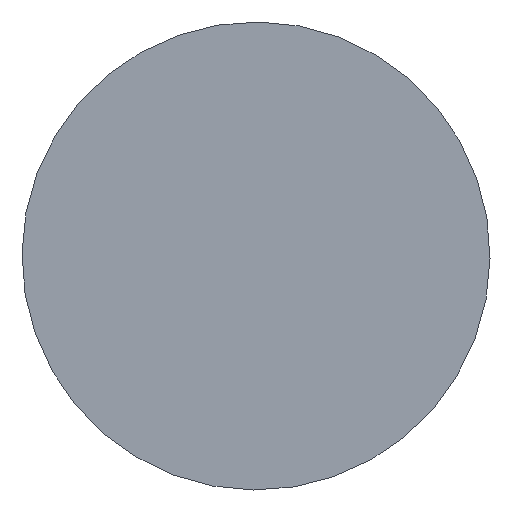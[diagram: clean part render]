
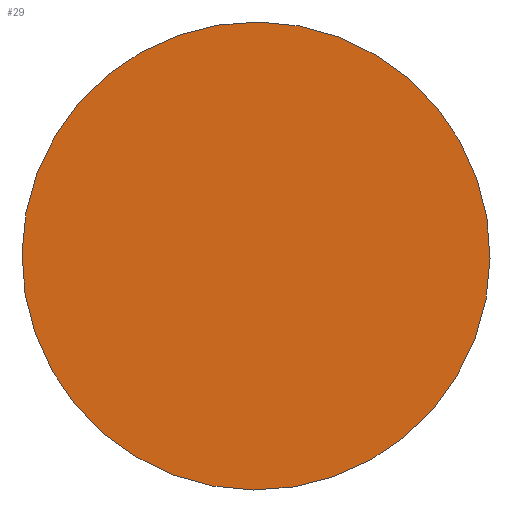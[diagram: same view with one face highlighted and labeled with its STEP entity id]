
A CAD part, front view. The second image highlights one B-rep face of the part: STEP entity #29.
In plain terms, the highlighted planar face has unit normal (0, -1, 0).
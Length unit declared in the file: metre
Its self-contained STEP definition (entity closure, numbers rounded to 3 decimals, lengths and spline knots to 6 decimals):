
#29 = ADVANCED_FACE( 'Face2', ( #53 ), #54, .T. );
#53 = FACE_OUTER_BOUND( '', #70, .T. );
#54 = PLANE( '', #71 );
#70 = EDGE_LOOP( '', ( #83 ) );
#71 = AXIS2_PLACEMENT_3D( '', #84, #85, #86 );
#83 = ORIENTED_EDGE( '', *, *, #96, .T. );
#84 = CARTESIAN_POINT( '', ( 2.306731, -0.19998, 2.285379 ) );
#85 = DIRECTION( '', ( 0., -1., 0. ) );
#86 = DIRECTION( '', ( 0.861, 0., -0.509 ) );
#96 = EDGE_CURVE( '', #102, #102, #103, .T. );
#102 = VERTEX_POINT( '', #109 );
#103 = CIRCLE( '', #110, 0.0396 );
#109 = CARTESIAN_POINT( '', ( 2.340816, -0.19998, 2.265221 ) );
#110 = AXIS2_PLACEMENT_3D( '', #115, #116, #117 );
#115 = CARTESIAN_POINT( '', ( 2.306731, -0.19998, 2.285379 ) );
#116 = DIRECTION( '', ( 0., -1., 0. ) );
#117 = DIRECTION( '', ( 0.861, 0., -0.509 ) );
